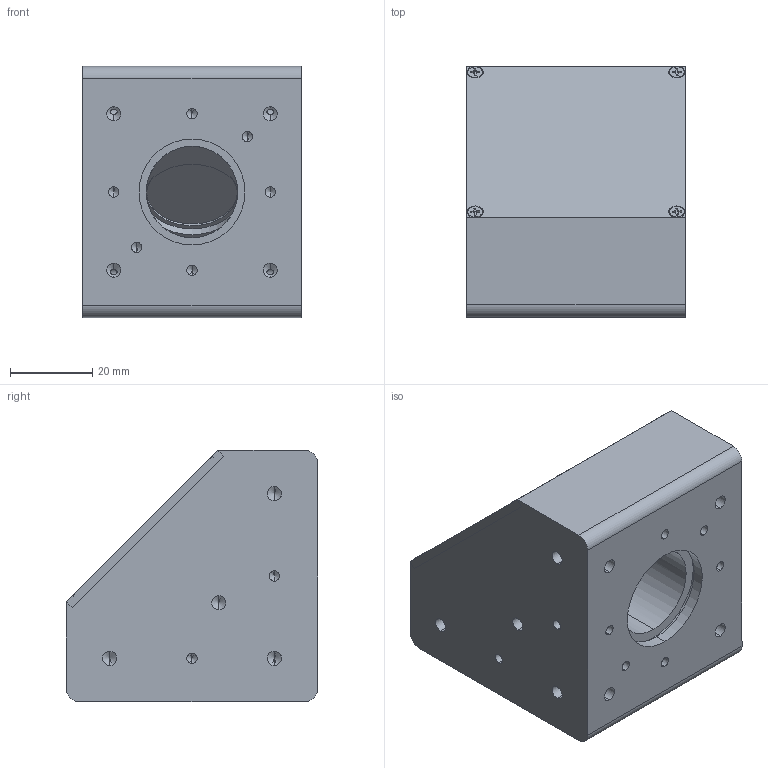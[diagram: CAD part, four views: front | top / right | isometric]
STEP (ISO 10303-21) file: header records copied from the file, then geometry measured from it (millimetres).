
FILE_DESCRIPTION (( 'STEP AP203' ), '1' );
FILE_NAME ('04BBR-1-DF.STEP', '2020-02-26T13:06:16', ( '' ), ( '' ), 'SwSTEP 2.0', 'SolidWorks 2016', '' );
FILE_SCHEMA (( 'CONFIG_CONTROL_DESIGN' ));
Length unit declared in the file: millimetre
Products named in the file (1): 04BBR-1-DF
Bounding box: 53 x 61 x 61 mm (x, y, z)
Volume: 112023.1 mm3; surface area: 41368.6 mm2
Topology: 9 solids, 9 shells, 459 faces, 1159 edges, 697 vertices
Faces by surface type: cylinder 185, plane 146, cone 126, sphere 2
Entity records: 13477 total; most frequent: DIRECTION 2431, CARTESIAN_POINT 2393, ORIENTED_EDGE 2164, EDGE_CURVE 1082, AXIS2_PLACEMENT_3D 904, VERTEX_POINT 694, VECTOR 623, LINE 623
